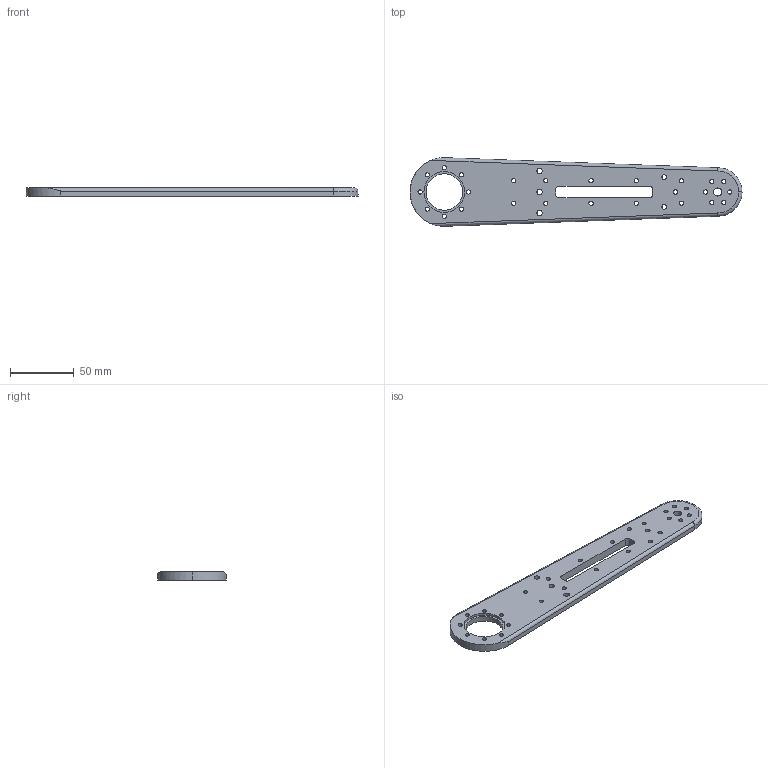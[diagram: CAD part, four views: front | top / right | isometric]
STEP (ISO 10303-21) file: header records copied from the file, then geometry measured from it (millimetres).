
FILE_DESCRIPTION (( 'STEP AP203' ), '1' );
FILE_NAME ('J2 Arm Left.STEP', '2016-07-29T00:15:13', ( '' ), ( '' ), 'SwSTEP 2.0', 'SolidWorks 2015', '' );
FILE_SCHEMA (( 'CONFIG_CONTROL_DESIGN' ));
Length unit declared in the file: inch
Products named in the file (1): J2 Arm Left
Bounding box: 261.11 x 53.98 x 6.35 mm (x, y, z)
Volume: 62402.9 mm3; surface area: 26901.3 mm2
Topology: 1 solids, 1 shells, 86 faces, 247 edges, 164 vertices
Faces by surface type: cylinder 75, plane 9, torus 2
Entity records: 3178 total; most frequent: CARTESIAN_POINT 568, DIRECTION 567, ORIENTED_EDGE 494, EDGE_CURVE 247, AXIS2_PLACEMENT_3D 237, VERTEX_POINT 164, EDGE_LOOP 153, CIRCLE 150
